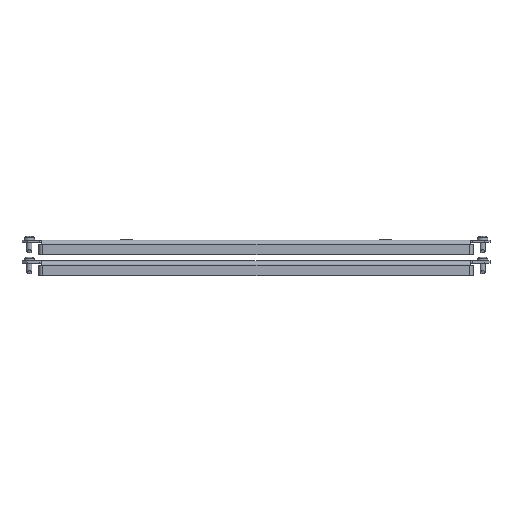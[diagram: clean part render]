
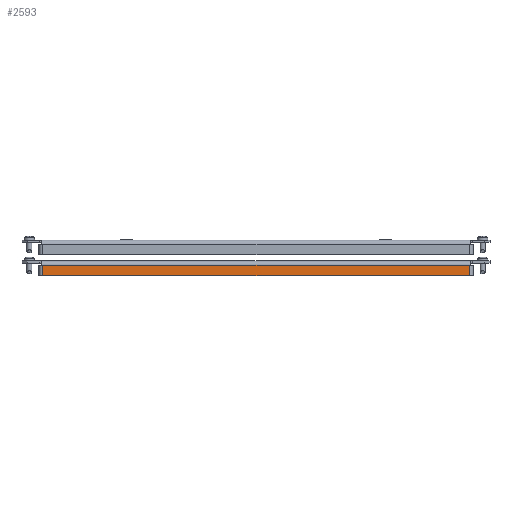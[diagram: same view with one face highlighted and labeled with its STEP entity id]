
A CAD part, top view. The second image highlights one B-rep face of the part: STEP entity #2593.
In plain terms, the highlighted face is planar.
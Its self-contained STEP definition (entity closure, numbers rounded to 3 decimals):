
#558 = CARTESIAN_POINT ( 'NONE',  ( 5., -3., 204. ) ) ;
#640 = EDGE_CURVE ( 'NONE', #5272, #919, #2832, .T. ) ;
#720 = ORIENTED_EDGE ( 'NONE', *, *, #748, .F. ) ;
#748 = EDGE_CURVE ( 'NONE', #2562, #4121, #1566, .T. ) ;
#919 = VERTEX_POINT ( 'NONE', #4505 ) ;
#1315 = DIRECTION ( 'NONE',  ( 0., 0., 1. ) ) ;
#1385 = ORIENTED_EDGE ( 'NONE', *, *, #640, .T. ) ;
#1459 = DIRECTION ( 'NONE',  ( 1., 0., 0. ) ) ;
#1566 = LINE ( 'NONE', #5280, #2566 ) ;
#1797 = EDGE_CURVE ( 'NONE', #5272, #2562, #2294, .T. ) ;
#2294 = LINE ( 'NONE', #3814, #3275 ) ;
#2562 = VERTEX_POINT ( 'NONE', #3505 ) ;
#2566 = VECTOR ( 'NONE', #1459, 1000. ) ;
#2593 = ADVANCED_FACE ( 'NONE', ( #4141 ), #3334, .T. ) ;
#2832 = LINE ( 'NONE', #3015, #5417 ) ;
#3015 = CARTESIAN_POINT ( 'NONE',  ( -5., -3., -204. ) ) ;
#3063 = DIRECTION ( 'NONE',  ( 1., 0., 0. ) ) ;
#3275 = VECTOR ( 'NONE', #1315, 1000. ) ;
#3334 = PLANE ( 'NONE',  #3339 ) ;
#3339 = AXIS2_PLACEMENT_3D ( 'NONE', #5022, #5437, #3742 ) ;
#3505 = CARTESIAN_POINT ( 'NONE',  ( -5., -3., 204. ) ) ;
#3735 = EDGE_LOOP ( 'NONE', ( #720, #5481, #1385, #4468 ) ) ;
#3742 = DIRECTION ( 'NONE',  ( 1., 0., 0. ) ) ;
#3814 = CARTESIAN_POINT ( 'NONE',  ( -5., -3., -204. ) ) ;
#3837 = CARTESIAN_POINT ( 'NONE',  ( -5., -3., -204. ) ) ;
#4077 = LINE ( 'NONE', #4816, #4670 ) ;
#4121 = VERTEX_POINT ( 'NONE', #558 ) ;
#4141 = FACE_OUTER_BOUND ( 'NONE', #3735, .T. ) ;
#4468 = ORIENTED_EDGE ( 'NONE', *, *, #4883, .T. ) ;
#4505 = CARTESIAN_POINT ( 'NONE',  ( 5., -3., -204. ) ) ;
#4670 = VECTOR ( 'NONE', #5217, 1000. ) ;
#4816 = CARTESIAN_POINT ( 'NONE',  ( 5., -3., -204. ) ) ;
#4883 = EDGE_CURVE ( 'NONE', #919, #4121, #4077, .T. ) ;
#5022 = CARTESIAN_POINT ( 'NONE',  ( -5., -3., -204. ) ) ;
#5217 = DIRECTION ( 'NONE',  ( 0., 0., 1. ) ) ;
#5272 = VERTEX_POINT ( 'NONE', #3837 ) ;
#5280 = CARTESIAN_POINT ( 'NONE',  ( -5., -3., 204. ) ) ;
#5417 = VECTOR ( 'NONE', #3063, 1000. ) ;
#5437 = DIRECTION ( 'NONE',  ( 0., -1., 0. ) ) ;
#5481 = ORIENTED_EDGE ( 'NONE', *, *, #1797, .F. ) ;
